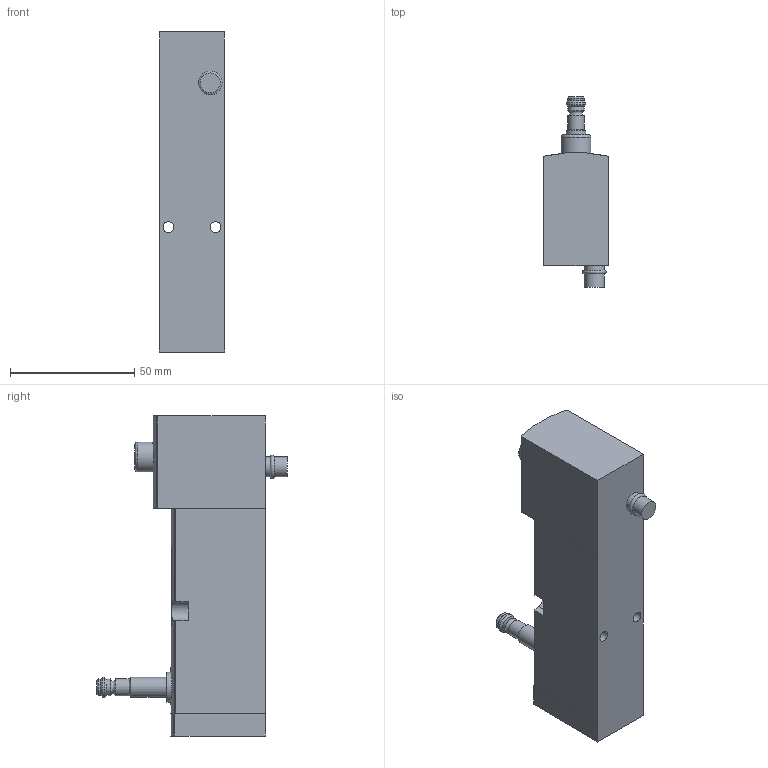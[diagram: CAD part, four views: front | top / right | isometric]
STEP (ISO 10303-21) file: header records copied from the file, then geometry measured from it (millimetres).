
FILE_DESCRIPTION(/* description */ ('STEP AP214'),/* implementation_level */ '2;1');
FILE_NAME(/* name */ '560743_VSVA-B-M52-MZD-A1-1T1L-ANP',/* time_stamp */ '2024-09-17T07:31:15+02:00',/* author */ ('License CC BY-ND 4.0'),/* organization */ ('CADENAS'),/* preprocessor_version */ 'ST-DEVELOPER v19.3',/* originating_system */ 'PARTsolutions',/* authorisation */ ' ');
FILE_SCHEMA (('AUTOMOTIVE_DESIGN {1 0 10303 214 3 1 1}'));
Length unit declared in the file: millimetre
Products named in the file (1): 560743 VSVA-B-M52-MZD-A1-1T1L-ANP
Bounding box: 26.2 x 76.65 x 128.8 mm (x, y, z)
Volume: 132252.1 mm3; surface area: 21282.9 mm2
Topology: 1 solids, 1 shells, 79 faces, 185 edges, 118 vertices
Faces by surface type: plane 35, cylinder 33, cone 8, torus 3
Full cylindrical faces by diameter (mm): 1.2 x2, 4.3 x2, 6.773 x1, 8 x4, 12 x2, 13 x1
Entity records: 2770 total; most frequent: CARTESIAN_POINT 402, DIRECTION 392, ORIENTED_EDGE 324, EDGE_CURVE 162, AXIS2_PLACEMENT_3D 154, VERTEX_POINT 118, EDGE_LOOP 116, FACE_BOUND 116
